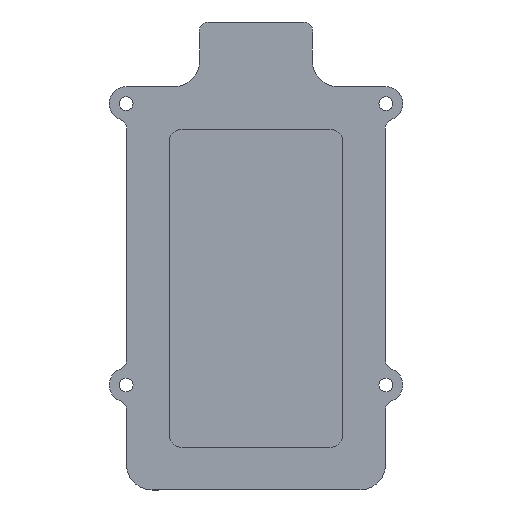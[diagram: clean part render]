
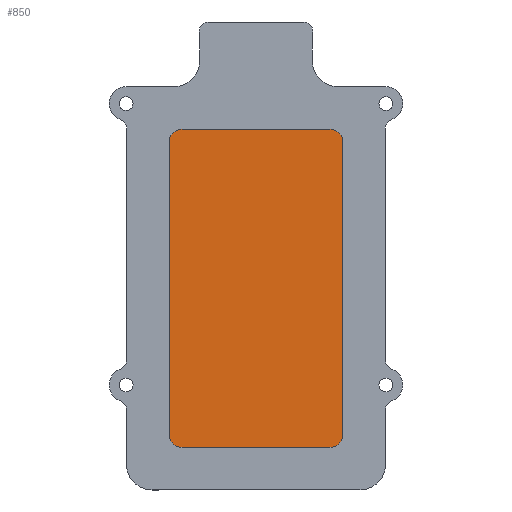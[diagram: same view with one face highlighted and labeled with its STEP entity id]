
A CAD part, top view. The second image highlights one B-rep face of the part: STEP entity #850.
In plain terms, the highlighted planar face has unit normal (0, 0, 1).
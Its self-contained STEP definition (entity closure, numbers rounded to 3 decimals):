
#32=PLANE('',#919);
#53=FACE_OUTER_BOUND('',#100,.T.);
#100=EDGE_LOOP('',(#592,#593,#594,#595,#596,#597,#598,#599));
#152=LINE('',#1301,#224);
#156=LINE('',#1313,#228);
#160=LINE('',#1325,#232);
#163=LINE('',#1334,#235);
#224=VECTOR('',#1020,10.);
#228=VECTOR('',#1032,10.);
#232=VECTOR('',#1044,10.);
#235=VECTOR('',#1055,10.);
#293=CIRCLE('',#905,3.);
#295=CIRCLE('',#909,3.);
#297=CIRCLE('',#913,3.);
#299=CIRCLE('',#917,3.);
#350=VERTEX_POINT('',#1291);
#351=VERTEX_POINT('',#1293);
#353=VERTEX_POINT('',#1299);
#355=VERTEX_POINT('',#1305);
#357=VERTEX_POINT('',#1311);
#359=VERTEX_POINT('',#1317);
#361=VERTEX_POINT('',#1323);
#363=VERTEX_POINT('',#1329);
#434=EDGE_CURVE('',#350,#351,#293,.F.);
#438=EDGE_CURVE('',#353,#350,#152,.F.);
#441=EDGE_CURVE('',#355,#353,#295,.F.);
#444=EDGE_CURVE('',#357,#355,#156,.F.);
#447=EDGE_CURVE('',#359,#357,#297,.F.);
#450=EDGE_CURVE('',#361,#359,#160,.F.);
#453=EDGE_CURVE('',#363,#361,#299,.F.);
#455=EDGE_CURVE('',#351,#363,#163,.F.);
#592=ORIENTED_EDGE('',*,*,#455,.F.);
#593=ORIENTED_EDGE('',*,*,#434,.F.);
#594=ORIENTED_EDGE('',*,*,#438,.F.);
#595=ORIENTED_EDGE('',*,*,#441,.F.);
#596=ORIENTED_EDGE('',*,*,#444,.F.);
#597=ORIENTED_EDGE('',*,*,#447,.F.);
#598=ORIENTED_EDGE('',*,*,#450,.F.);
#599=ORIENTED_EDGE('',*,*,#453,.F.);
#850=ADVANCED_FACE('',(#53),#32,.T.);
#905=AXIS2_PLACEMENT_3D('',#1294,#1013,#1014);
#909=AXIS2_PLACEMENT_3D('',#1307,#1026,#1027);
#913=AXIS2_PLACEMENT_3D('',#1319,#1038,#1039);
#917=AXIS2_PLACEMENT_3D('',#1331,#1050,#1051);
#919=AXIS2_PLACEMENT_3D('',#1335,#1056,#1057);
#1013=DIRECTION('center_axis',(0.,0.,1.));
#1014=DIRECTION('ref_axis',(0.,-1.,0.));
#1020=DIRECTION('',(0.,1.,0.));
#1026=DIRECTION('center_axis',(0.,0.,1.));
#1027=DIRECTION('ref_axis',(1.,0.,0.));
#1032=DIRECTION('',(-1.,0.,0.));
#1038=DIRECTION('center_axis',(0.,0.,1.));
#1039=DIRECTION('ref_axis',(0.,1.,0.));
#1044=DIRECTION('',(0.,-1.,0.));
#1050=DIRECTION('center_axis',(0.,0.,1.));
#1051=DIRECTION('ref_axis',(0.,-1.,0.));
#1055=DIRECTION('',(1.,0.,0.));
#1056=DIRECTION('center_axis',(0.,0.,1.));
#1057=DIRECTION('ref_axis',(-1.,0.,0.));
#1291=CARTESIAN_POINT('',(-20.726,45.826,75.068));
#1293=CARTESIAN_POINT('',(-23.726,42.826,75.068));
#1294=CARTESIAN_POINT('Origin',(-23.726,45.826,75.068));
#1299=CARTESIAN_POINT('',(-20.726,113.324,75.068));
#1301=CARTESIAN_POINT('',(-20.726,100.187,75.068));
#1305=CARTESIAN_POINT('',(-23.726,116.324,75.068));
#1307=CARTESIAN_POINT('Origin',(-23.726,113.324,75.068));
#1311=CARTESIAN_POINT('',(-57.874,116.324,75.068));
#1313=CARTESIAN_POINT('',(-49.337,116.324,75.068));
#1317=CARTESIAN_POINT('',(-60.874,113.324,75.068));
#1319=CARTESIAN_POINT('Origin',(-57.874,113.324,75.068));
#1323=CARTESIAN_POINT('',(-60.874,45.826,75.068));
#1325=CARTESIAN_POINT('',(-60.874,66.438,75.068));
#1329=CARTESIAN_POINT('',(-57.874,42.826,75.068));
#1331=CARTESIAN_POINT('Origin',(-57.874,45.826,75.068));
#1334=CARTESIAN_POINT('',(-32.263,42.826,75.068));
#1335=CARTESIAN_POINT('Origin',(-40.8,87.05,75.068));
